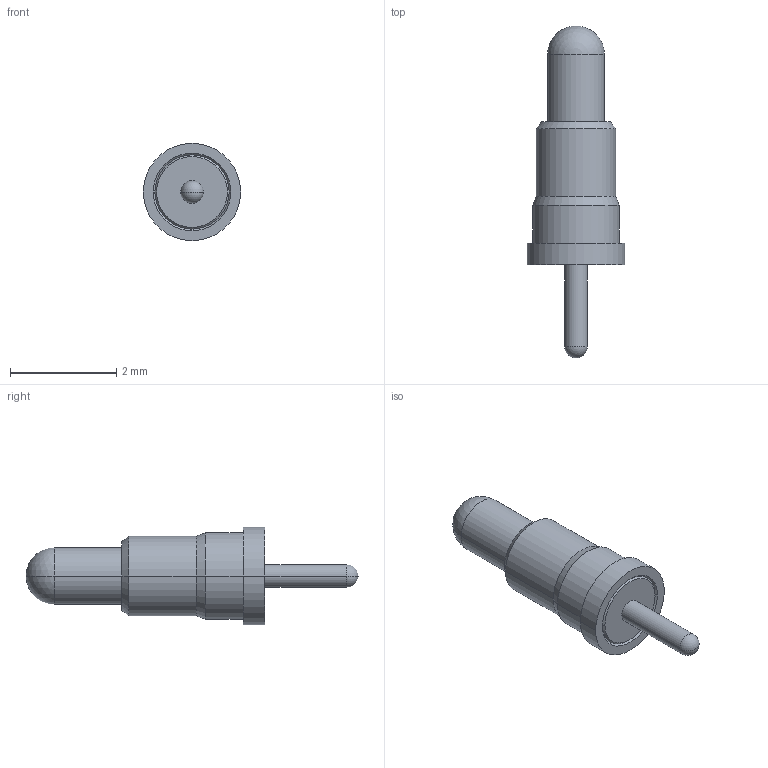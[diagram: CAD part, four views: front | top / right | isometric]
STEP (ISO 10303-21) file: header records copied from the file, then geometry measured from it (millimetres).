
FILE_DESCRIPTION (( 'STEP AP214' ), '1' );
FILE_NAME ('0906-1-15-20-75-14-11-0.STEP', '2022-09-30T23:48:10', ( '' ), ( '' ), 'SwSTEP 2.0', 'SolidWorks 2017', '' );
FILE_SCHEMA (( 'AUTOMOTIVE_DESIGN' ));
Length unit declared in the file: inch
Products named in the file (1): 0906-1-15-20-75-14-11-0
Bounding box: 1.83 x 6.25 x 1.83 mm (x, y, z)
Volume: 7 mm3; surface area: 30.6 mm2
Topology: 2 solids, 2 shells, 32 faces, 68 edges, 40 vertices
Faces by surface type: cylinder 14, cone 8, plane 6, sphere 4
Entity records: 857 total; most frequent: DIRECTION 164, CARTESIAN_POINT 129, ORIENTED_EDGE 120, AXIS2_PLACEMENT_3D 71, EDGE_CURVE 60, CIRCLE 38, VERTEX_POINT 36, EDGE_LOOP 36
